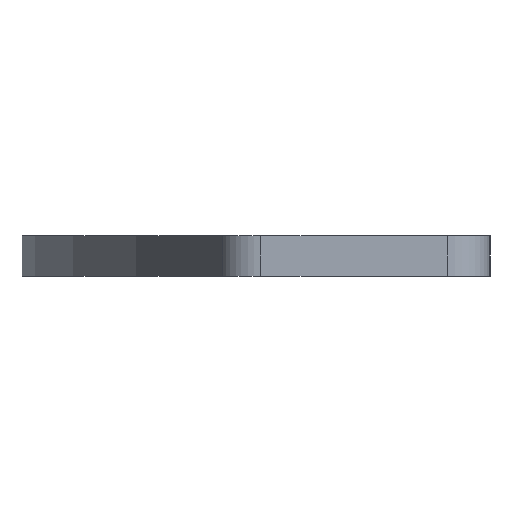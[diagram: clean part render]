
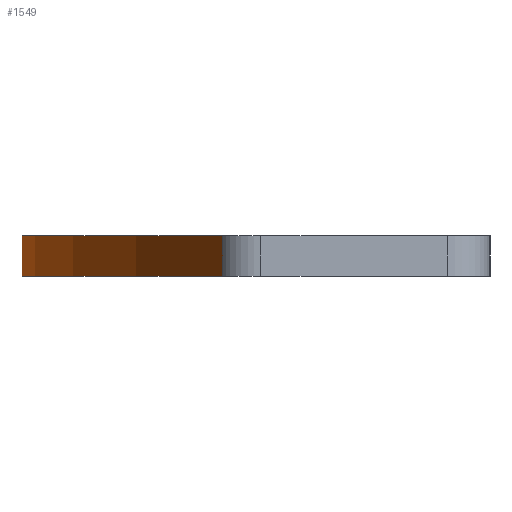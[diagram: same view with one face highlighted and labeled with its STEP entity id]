
A CAD part, left-side view. The second image highlights one B-rep face of the part: STEP entity #1549.
In plain terms, the highlighted cylindrical face has radius 230 mm (diameter 460 mm), a partial arc.
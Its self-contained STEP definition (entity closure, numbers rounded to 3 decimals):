
#56 = PLANE('',#57);
#57 = AXIS2_PLACEMENT_3D('',#58,#59,#60);
#58 = CARTESIAN_POINT('',(75.75,0.,0.));
#59 = DIRECTION('',(0.,0.,-1.));
#60 = DIRECTION('',(-1.,0.,0.));
#117 = PLANE('',#118);
#118 = AXIS2_PLACEMENT_3D('',#119,#120,#121);
#119 = CARTESIAN_POINT('',(75.75,0.,4.763));
#120 = DIRECTION('',(0.,0.,-1.));
#121 = DIRECTION('',(-1.,0.,0.));
#273 = VERTEX_POINT('',#274);
#274 = CARTESIAN_POINT('',(-101.456,31.414,0.));
#289 = CYLINDRICAL_SURFACE('',#290,5.);
#290 = AXIS2_PLACEMENT_3D('',#291,#292,#293);
#291 = CARTESIAN_POINT('',(-99.25,26.927,0.));
#292 = DIRECTION('',(0.,0.,1.));
#293 = DIRECTION('',(-1.,0.,0.));
#301 = EDGE_CURVE('',#302,#273,#304,.T.);
#302 = VERTEX_POINT('',#303);
#303 = CARTESIAN_POINT('',(101.456,31.414,0.));
#304 = SURFACE_CURVE('',#305,(#310,#321),.PCURVE_S1.);
#305 = CIRCLE('',#306,230.);
#306 = AXIS2_PLACEMENT_3D('',#307,#308,#309);
#307 = CARTESIAN_POINT('',(0.,-175.,0.));
#308 = DIRECTION('',(0.,0.,1.));
#309 = DIRECTION('',(1.,0.,0.));
#310 = PCURVE('',#56,#311);
#311 = DEFINITIONAL_REPRESENTATION('',(#312),#320);
#312 = ( BOUNDED_CURVE() B_SPLINE_CURVE(2,(#313,#314,#315,#316,#317,#318
,#319),.UNSPECIFIED.,.F.,.F.) B_SPLINE_CURVE_WITH_KNOTS((1,2,2,2,2,1),(
    -2.094,0.,2.094,4.189,6.283,
8.378),.UNSPECIFIED.) CURVE() GEOMETRIC_REPRESENTATION_ITEM() 
RATIONAL_B_SPLINE_CURVE((1.,0.5,1.,0.5,1.,0.5,1.)) REPRESENTATION_ITEM(
  '') );
#313 = CARTESIAN_POINT('',(-154.25,-175.));
#314 = CARTESIAN_POINT('',(-154.25,223.372));
#315 = CARTESIAN_POINT('',(190.75,24.186));
#316 = CARTESIAN_POINT('',(535.75,-175.));
#317 = CARTESIAN_POINT('',(190.75,-374.186));
#318 = CARTESIAN_POINT('',(-154.25,-573.372));
#319 = CARTESIAN_POINT('',(-154.25,-175.));
#320 = ( GEOMETRIC_REPRESENTATION_CONTEXT(2) 
PARAMETRIC_REPRESENTATION_CONTEXT() REPRESENTATION_CONTEXT('2D SPACE',''
  ) );
#321 = PCURVE('',#322,#327);
#322 = CYLINDRICAL_SURFACE('',#323,230.);
#323 = AXIS2_PLACEMENT_3D('',#324,#325,#326);
#324 = CARTESIAN_POINT('',(0.,-175.,0.));
#325 = DIRECTION('',(-0.,-0.,-1.));
#326 = DIRECTION('',(1.,0.,0.));
#327 = DEFINITIONAL_REPRESENTATION('',(#328),#332);
#328 = LINE('',#329,#330);
#329 = CARTESIAN_POINT('',(-0.,0.));
#330 = VECTOR('',#331,1.);
#331 = DIRECTION('',(-1.,0.));
#332 = ( GEOMETRIC_REPRESENTATION_CONTEXT(2) 
PARAMETRIC_REPRESENTATION_CONTEXT() REPRESENTATION_CONTEXT('2D SPACE',''
  ) );
#355 = CYLINDRICAL_SURFACE('',#356,5.);
#356 = AXIS2_PLACEMENT_3D('',#357,#358,#359);
#357 = CARTESIAN_POINT('',(99.25,26.927,0.));
#358 = DIRECTION('',(0.,0.,1.));
#359 = DIRECTION('',(1.,0.,-0.));
#942 = VERTEX_POINT('',#943);
#943 = CARTESIAN_POINT('',(-101.456,31.414,4.763));
#965 = EDGE_CURVE('',#966,#942,#968,.T.);
#966 = VERTEX_POINT('',#967);
#967 = CARTESIAN_POINT('',(101.456,31.414,4.763));
#968 = SURFACE_CURVE('',#969,(#974,#985),.PCURVE_S1.);
#969 = CIRCLE('',#970,230.);
#970 = AXIS2_PLACEMENT_3D('',#971,#972,#973);
#971 = CARTESIAN_POINT('',(0.,-175.,4.763));
#972 = DIRECTION('',(0.,0.,1.));
#973 = DIRECTION('',(1.,0.,0.));
#974 = PCURVE('',#117,#975);
#975 = DEFINITIONAL_REPRESENTATION('',(#976),#984);
#976 = ( BOUNDED_CURVE() B_SPLINE_CURVE(2,(#977,#978,#979,#980,#981,#982
,#983),.UNSPECIFIED.,.F.,.F.) B_SPLINE_CURVE_WITH_KNOTS((1,2,2,2,2,1),(
    -2.094,0.,2.094,4.189,6.283,
8.378),.UNSPECIFIED.) CURVE() GEOMETRIC_REPRESENTATION_ITEM() 
RATIONAL_B_SPLINE_CURVE((1.,0.5,1.,0.5,1.,0.5,1.)) REPRESENTATION_ITEM(
  '') );
#977 = CARTESIAN_POINT('',(-154.25,-175.));
#978 = CARTESIAN_POINT('',(-154.25,223.372));
#979 = CARTESIAN_POINT('',(190.75,24.186));
#980 = CARTESIAN_POINT('',(535.75,-175.));
#981 = CARTESIAN_POINT('',(190.75,-374.186));
#982 = CARTESIAN_POINT('',(-154.25,-573.372));
#983 = CARTESIAN_POINT('',(-154.25,-175.));
#984 = ( GEOMETRIC_REPRESENTATION_CONTEXT(2) 
PARAMETRIC_REPRESENTATION_CONTEXT() REPRESENTATION_CONTEXT('2D SPACE',''
  ) );
#985 = PCURVE('',#322,#986);
#986 = DEFINITIONAL_REPRESENTATION('',(#987),#991);
#987 = LINE('',#988,#989);
#988 = CARTESIAN_POINT('',(-0.,-4.763));
#989 = VECTOR('',#990,1.);
#990 = DIRECTION('',(-1.,0.));
#991 = ( GEOMETRIC_REPRESENTATION_CONTEXT(2) 
PARAMETRIC_REPRESENTATION_CONTEXT() REPRESENTATION_CONTEXT('2D SPACE',''
  ) );
#1500 = EDGE_CURVE('',#302,#966,#1501,.T.);
#1501 = SURFACE_CURVE('',#1502,(#1506,#1513),.PCURVE_S1.);
#1502 = LINE('',#1503,#1504);
#1503 = CARTESIAN_POINT('',(101.456,31.414,0.));
#1504 = VECTOR('',#1505,1.);
#1505 = DIRECTION('',(0.,0.,1.));
#1506 = PCURVE('',#355,#1507);
#1507 = DEFINITIONAL_REPRESENTATION('',(#1508),#1512);
#1508 = LINE('',#1509,#1510);
#1509 = CARTESIAN_POINT('',(1.114,0.));
#1510 = VECTOR('',#1511,1.);
#1511 = DIRECTION('',(0.,1.));
#1512 = ( GEOMETRIC_REPRESENTATION_CONTEXT(2) 
PARAMETRIC_REPRESENTATION_CONTEXT() REPRESENTATION_CONTEXT('2D SPACE',''
  ) );
#1513 = PCURVE('',#322,#1514);
#1514 = DEFINITIONAL_REPRESENTATION('',(#1515),#1519);
#1515 = LINE('',#1516,#1517);
#1516 = CARTESIAN_POINT('',(-1.114,-0.));
#1517 = VECTOR('',#1518,1.);
#1518 = DIRECTION('',(-0.,-1.));
#1519 = ( GEOMETRIC_REPRESENTATION_CONTEXT(2) 
PARAMETRIC_REPRESENTATION_CONTEXT() REPRESENTATION_CONTEXT('2D SPACE',''
  ) );
#1527 = EDGE_CURVE('',#273,#942,#1528,.T.);
#1528 = SURFACE_CURVE('',#1529,(#1533,#1540),.PCURVE_S1.);
#1529 = LINE('',#1530,#1531);
#1530 = CARTESIAN_POINT('',(-101.456,31.414,0.));
#1531 = VECTOR('',#1532,1.);
#1532 = DIRECTION('',(0.,0.,1.));
#1533 = PCURVE('',#289,#1534);
#1534 = DEFINITIONAL_REPRESENTATION('',(#1535),#1539);
#1535 = LINE('',#1536,#1537);
#1536 = CARTESIAN_POINT('',(-1.114,0.));
#1537 = VECTOR('',#1538,1.);
#1538 = DIRECTION('',(-0.,1.));
#1539 = ( GEOMETRIC_REPRESENTATION_CONTEXT(2) 
PARAMETRIC_REPRESENTATION_CONTEXT() REPRESENTATION_CONTEXT('2D SPACE',''
  ) );
#1540 = PCURVE('',#322,#1541);
#1541 = DEFINITIONAL_REPRESENTATION('',(#1542),#1546);
#1542 = LINE('',#1543,#1544);
#1543 = CARTESIAN_POINT('',(-2.028,0.));
#1544 = VECTOR('',#1545,1.);
#1545 = DIRECTION('',(-0.,-1.));
#1546 = ( GEOMETRIC_REPRESENTATION_CONTEXT(2) 
PARAMETRIC_REPRESENTATION_CONTEXT() REPRESENTATION_CONTEXT('2D SPACE',''
  ) );
#1549 = ADVANCED_FACE('',(#1550),#322,.T.);
#1550 = FACE_BOUND('',#1551,.F.);
#1551 = EDGE_LOOP('',(#1552,#1553,#1554,#1555));
#1552 = ORIENTED_EDGE('',*,*,#301,.F.);
#1553 = ORIENTED_EDGE('',*,*,#1500,.T.);
#1554 = ORIENTED_EDGE('',*,*,#965,.T.);
#1555 = ORIENTED_EDGE('',*,*,#1527,.F.);
